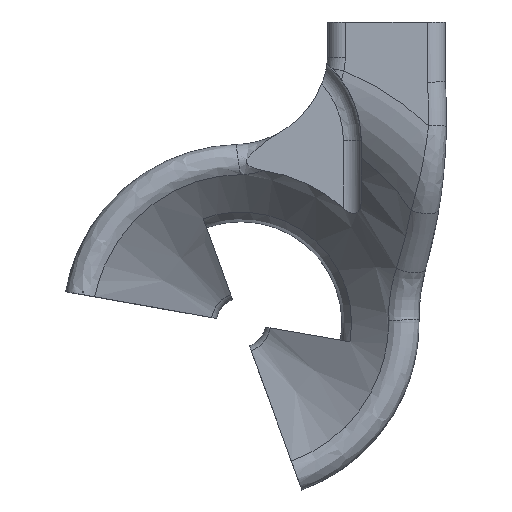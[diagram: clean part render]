
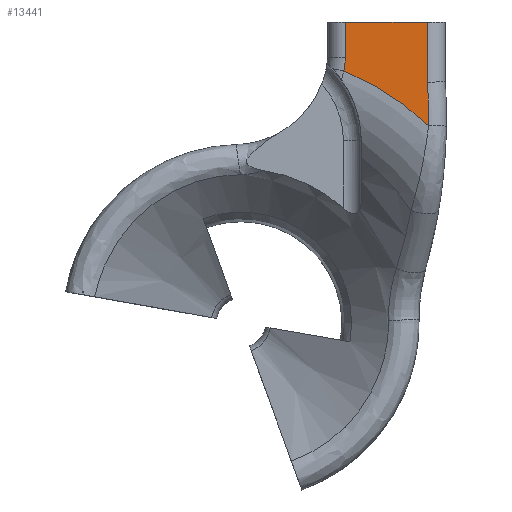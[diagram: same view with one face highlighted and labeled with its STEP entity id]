
A CAD part, top view. The second image highlights one B-rep face of the part: STEP entity #13441.
In plain terms, the highlighted planar face has unit normal (0, 0, 1).
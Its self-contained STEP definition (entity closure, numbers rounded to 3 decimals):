
#1270 = TOROIDAL_SURFACE('',#1271,45.775,16.);
#1271 = AXIS2_PLACEMENT_3D('',#1272,#1273,#1274);
#1272 = CARTESIAN_POINT('',(-12.5,-70.5,24.));
#1273 = DIRECTION('',(-0.,-0.,-1.));
#1274 = DIRECTION('',(0.308,0.951,0.));
#9184 = VERTEX_POINT('',#9185);
#9185 = CARTESIAN_POINT('',(19.093,-37.376,40.));
#9240 = EDGE_CURVE('',#9241,#9184,#9243,.T.);
#9241 = VERTEX_POINT('',#9242);
#9242 = CARTESIAN_POINT('',(4.822,-28.129,40.));
#9243 = SURFACE_CURVE('',#9244,(#9249,#9256),.PCURVE_S1.);
#9244 = CIRCLE('',#9245,45.775);
#9245 = AXIS2_PLACEMENT_3D('',#9246,#9247,#9248);
#9246 = CARTESIAN_POINT('',(-12.5,-70.5,40.));
#9247 = DIRECTION('',(0.,0.,-1.));
#9248 = DIRECTION('',(0.308,0.951,0.));
#9249 = PCURVE('',#1270,#9250);
#9250 = DEFINITIONAL_REPRESENTATION('',(#9251),#9255);
#9251 = LINE('',#9252,#9253);
#9252 = CARTESIAN_POINT('',(0.,4.712));
#9253 = VECTOR('',#9254,1.);
#9254 = DIRECTION('',(1.,0.));
#9255 = ( GEOMETRIC_REPRESENTATION_CONTEXT(2) 
PARAMETRIC_REPRESENTATION_CONTEXT() REPRESENTATION_CONTEXT('2D SPACE',''
  ) );
#9256 = PCURVE('',#9257,#9262);
#9257 = PLANE('',#9258);
#9258 = AXIS2_PLACEMENT_3D('',#9259,#9260,#9261);
#9259 = CARTESIAN_POINT('',(-2.932,-56.529,40.));
#9260 = DIRECTION('',(0.,0.,1.));
#9261 = DIRECTION('',(1.,0.,0.));
#9262 = DEFINITIONAL_REPRESENTATION('',(#9263),#9271);
#9263 = ( BOUNDED_CURVE() B_SPLINE_CURVE(2,(#9264,#9265,#9266,#9267,
#9268,#9269,#9270),.UNSPECIFIED.,.T.,.F.) B_SPLINE_CURVE_WITH_KNOTS((1,2
    ,2,2,2,1),(-2.094,0.,2.094,4.189,
6.283,8.378),.UNSPECIFIED.) CURVE() 
GEOMETRIC_REPRESENTATION_ITEM() RATIONAL_B_SPLINE_CURVE((1.,0.5,1.,0.5,
1.,0.5,1.)) REPRESENTATION_ITEM('') );
#9264 = CARTESIAN_POINT('',(4.533,29.578));
#9265 = CARTESIAN_POINT('',(79.962,5.155));
#9266 = CARTESIAN_POINT('',(21.096,-47.957));
#9267 = CARTESIAN_POINT('',(-37.769,-101.068));
#9268 = CARTESIAN_POINT('',(-54.332,-23.534));
#9269 = CARTESIAN_POINT('',(-70.895,54.001));
#9270 = CARTESIAN_POINT('',(4.533,29.578));
#9271 = ( GEOMETRIC_REPRESENTATION_CONTEXT(2) 
PARAMETRIC_REPRESENTATION_CONTEXT() REPRESENTATION_CONTEXT('2D SPACE',''
  ) );
#13183 = TOROIDAL_SURFACE('',#13184,90.969,3.);
#13184 = AXIS2_PLACEMENT_3D('',#13185,#13186,#13187);
#13185 = CARTESIAN_POINT('',(-71.866,-36.071,37.));
#13186 = DIRECTION('',(-0.,-0.,-1.));
#13187 = DIRECTION('',(0.999,-0.046,0.));
#13290 = TOROIDAL_SURFACE('',#13291,18.907,3.);
#13291 = AXIS2_PLACEMENT_3D('',#13292,#13293,#13294);
#13292 = CARTESIAN_POINT('',(-13.754,-24.61,37.));
#13293 = DIRECTION('',(0.,0.,1.));
#13294 = DIRECTION('',(0.997,-0.081,0.));
#13441 = ADVANCED_FACE('',(#13442),#9257,.T.);
#13442 = FACE_BOUND('',#13443,.T.);
#13443 = EDGE_LOOP('',(#13444,#13445,#13469,#13497,#13525,#13553));
#13444 = ORIENTED_EDGE('',*,*,#9240,.T.);
#13445 = ORIENTED_EDGE('',*,*,#13446,.T.);
#13446 = EDGE_CURVE('',#9184,#13447,#13449,.T.);
#13447 = VERTEX_POINT('',#13448);
#13448 = CARTESIAN_POINT('',(18.906,-30.097,40.));
#13449 = SURFACE_CURVE('',#13450,(#13455,#13462),.PCURVE_S1.);
#13450 = CIRCLE('',#13451,90.969);
#13451 = AXIS2_PLACEMENT_3D('',#13452,#13453,#13454);
#13452 = CARTESIAN_POINT('',(-71.866,-36.071,40.));
#13453 = DIRECTION('',(-0.,0.,1.));
#13454 = DIRECTION('',(0.999,-0.046,0.));
#13455 = PCURVE('',#9257,#13456);
#13456 = DEFINITIONAL_REPRESENTATION('',(#13457),#13461);
#13457 = CIRCLE('',#13458,90.969);
#13458 = AXIS2_PLACEMENT_2D('',#13459,#13460);
#13459 = CARTESIAN_POINT('',(-68.934,20.458));
#13460 = DIRECTION('',(0.999,-0.046));
#13461 = ( GEOMETRIC_REPRESENTATION_CONTEXT(2) 
PARAMETRIC_REPRESENTATION_CONTEXT() REPRESENTATION_CONTEXT('2D SPACE',''
  ) );
#13462 = PCURVE('',#13183,#13463);
#13463 = DEFINITIONAL_REPRESENTATION('',(#13464),#13468);
#13464 = LINE('',#13465,#13466);
#13465 = CARTESIAN_POINT('',(-0.,4.712));
#13466 = VECTOR('',#13467,1.);
#13467 = DIRECTION('',(-1.,0.));
#13468 = ( GEOMETRIC_REPRESENTATION_CONTEXT(2) 
PARAMETRIC_REPRESENTATION_CONTEXT() REPRESENTATION_CONTEXT('2D SPACE',''
  ) );
#13469 = ORIENTED_EDGE('',*,*,#13470,.T.);
#13470 = EDGE_CURVE('',#13447,#13471,#13473,.T.);
#13471 = VERTEX_POINT('',#13472);
#13472 = CARTESIAN_POINT('',(18.9,-19.9,40.));
#13473 = SURFACE_CURVE('',#13474,(#13478,#13485),.PCURVE_S1.);
#13474 = LINE('',#13475,#13476);
#13475 = CARTESIAN_POINT('',(18.9,-29.9,40.));
#13476 = VECTOR('',#13477,1.);
#13477 = DIRECTION('',(0.,1.,0.));
#13478 = PCURVE('',#9257,#13479);
#13479 = DEFINITIONAL_REPRESENTATION('',(#13480),#13484);
#13480 = LINE('',#13481,#13482);
#13481 = CARTESIAN_POINT('',(21.832,26.629));
#13482 = VECTOR('',#13483,1.);
#13483 = DIRECTION('',(0.,1.));
#13484 = ( GEOMETRIC_REPRESENTATION_CONTEXT(2) 
PARAMETRIC_REPRESENTATION_CONTEXT() REPRESENTATION_CONTEXT('2D SPACE',''
  ) );
#13485 = PCURVE('',#13486,#13491);
#13486 = CYLINDRICAL_SURFACE('',#13487,3.);
#13487 = AXIS2_PLACEMENT_3D('',#13488,#13489,#13490);
#13488 = CARTESIAN_POINT('',(18.9,-29.9,37.));
#13489 = DIRECTION('',(0.,1.,0.));
#13490 = DIRECTION('',(0.,0.,1.));
#13491 = DEFINITIONAL_REPRESENTATION('',(#13492),#13496);
#13492 = LINE('',#13493,#13494);
#13493 = CARTESIAN_POINT('',(0.,0.));
#13494 = VECTOR('',#13495,1.);
#13495 = DIRECTION('',(0.,1.));
#13496 = ( GEOMETRIC_REPRESENTATION_CONTEXT(2) 
PARAMETRIC_REPRESENTATION_CONTEXT() REPRESENTATION_CONTEXT('2D SPACE',''
  ) );
#13497 = ORIENTED_EDGE('',*,*,#13498,.T.);
#13498 = EDGE_CURVE('',#13471,#13499,#13501,.T.);
#13499 = VERTEX_POINT('',#13500);
#13500 = CARTESIAN_POINT('',(5.1,-19.9,40.));
#13501 = SURFACE_CURVE('',#13502,(#13506,#13513),.PCURVE_S1.);
#13502 = LINE('',#13503,#13504);
#13503 = CARTESIAN_POINT('',(21.9,-19.9,40.));
#13504 = VECTOR('',#13505,1.);
#13505 = DIRECTION('',(-1.,0.,0.));
#13506 = PCURVE('',#9257,#13507);
#13507 = DEFINITIONAL_REPRESENTATION('',(#13508),#13512);
#13508 = LINE('',#13509,#13510);
#13509 = CARTESIAN_POINT('',(24.832,36.629));
#13510 = VECTOR('',#13511,1.);
#13511 = DIRECTION('',(-1.,0.));
#13512 = ( GEOMETRIC_REPRESENTATION_CONTEXT(2) 
PARAMETRIC_REPRESENTATION_CONTEXT() REPRESENTATION_CONTEXT('2D SPACE',''
  ) );
#13513 = PCURVE('',#13514,#13519);
#13514 = PLANE('',#13515);
#13515 = AXIS2_PLACEMENT_3D('',#13516,#13517,#13518);
#13516 = CARTESIAN_POINT('',(21.9,-19.9,0.));
#13517 = DIRECTION('',(0.,-1.,0.));
#13518 = DIRECTION('',(-1.,0.,0.));
#13519 = DEFINITIONAL_REPRESENTATION('',(#13520),#13524);
#13520 = LINE('',#13521,#13522);
#13521 = CARTESIAN_POINT('',(0.,-40.));
#13522 = VECTOR('',#13523,1.);
#13523 = DIRECTION('',(1.,0.));
#13524 = ( GEOMETRIC_REPRESENTATION_CONTEXT(2) 
PARAMETRIC_REPRESENTATION_CONTEXT() REPRESENTATION_CONTEXT('2D SPACE',''
  ) );
#13525 = ORIENTED_EDGE('',*,*,#13526,.T.);
#13526 = EDGE_CURVE('',#13499,#13527,#13529,.T.);
#13527 = VERTEX_POINT('',#13528);
#13528 = CARTESIAN_POINT('',(5.1,-25.9,40.));
#13529 = SURFACE_CURVE('',#13530,(#13534,#13541),.PCURVE_S1.);
#13530 = LINE('',#13531,#13532);
#13531 = CARTESIAN_POINT('',(5.1,-19.9,40.));
#13532 = VECTOR('',#13533,1.);
#13533 = DIRECTION('',(0.,-1.,0.));
#13534 = PCURVE('',#9257,#13535);
#13535 = DEFINITIONAL_REPRESENTATION('',(#13536),#13540);
#13536 = LINE('',#13537,#13538);
#13537 = CARTESIAN_POINT('',(8.032,36.629));
#13538 = VECTOR('',#13539,1.);
#13539 = DIRECTION('',(0.,-1.));
#13540 = ( GEOMETRIC_REPRESENTATION_CONTEXT(2) 
PARAMETRIC_REPRESENTATION_CONTEXT() REPRESENTATION_CONTEXT('2D SPACE',''
  ) );
#13541 = PCURVE('',#13542,#13547);
#13542 = CYLINDRICAL_SURFACE('',#13543,3.);
#13543 = AXIS2_PLACEMENT_3D('',#13544,#13545,#13546);
#13544 = CARTESIAN_POINT('',(5.1,-19.9,37.));
#13545 = DIRECTION('',(0.,-1.,0.));
#13546 = DIRECTION('',(0.,0.,1.));
#13547 = DEFINITIONAL_REPRESENTATION('',(#13548),#13552);
#13548 = LINE('',#13549,#13550);
#13549 = CARTESIAN_POINT('',(0.,0.));
#13550 = VECTOR('',#13551,1.);
#13551 = DIRECTION('',(0.,1.));
#13552 = ( GEOMETRIC_REPRESENTATION_CONTEXT(2) 
PARAMETRIC_REPRESENTATION_CONTEXT() REPRESENTATION_CONTEXT('2D SPACE',''
  ) );
#13553 = ORIENTED_EDGE('',*,*,#13554,.T.);
#13554 = EDGE_CURVE('',#13527,#9241,#13555,.T.);
#13555 = SURFACE_CURVE('',#13556,(#13561,#13572),.PCURVE_S1.);
#13556 = CIRCLE('',#13557,18.907);
#13557 = AXIS2_PLACEMENT_3D('',#13558,#13559,#13560);
#13558 = CARTESIAN_POINT('',(-13.754,-24.61,40.));
#13559 = DIRECTION('',(0.,-0.,-1.));
#13560 = DIRECTION('',(0.997,-0.081,0.));
#13561 = PCURVE('',#9257,#13562);
#13562 = DEFINITIONAL_REPRESENTATION('',(#13563),#13571);
#13563 = ( BOUNDED_CURVE() B_SPLINE_CURVE(2,(#13564,#13565,#13566,#13567
    ,#13568,#13569,#13570),.UNSPECIFIED.,.T.,.F.) 
B_SPLINE_CURVE_WITH_KNOTS((1,2,2,2,2,1),(-2.094,0.,
    2.094,4.189,6.283,8.378),
.UNSPECIFIED.) CURVE() GEOMETRIC_REPRESENTATION_ITEM() 
RATIONAL_B_SPLINE_CURVE((1.,0.5,1.,0.5,1.,0.5,1.)) REPRESENTATION_ITEM(
  '') );
#13564 = CARTESIAN_POINT('',(8.023,30.386));
#13565 = CARTESIAN_POINT('',(5.368,-2.254));
#13566 = CARTESIAN_POINT('',(-21.572,16.365));
#13567 = CARTESIAN_POINT('',(-48.511,34.984));
#13568 = CARTESIAN_POINT('',(-18.917,49.005));
#13569 = CARTESIAN_POINT('',(10.677,63.025));
#13570 = CARTESIAN_POINT('',(8.023,30.386));
#13571 = ( GEOMETRIC_REPRESENTATION_CONTEXT(2) 
PARAMETRIC_REPRESENTATION_CONTEXT() REPRESENTATION_CONTEXT('2D SPACE',''
  ) );
#13572 = PCURVE('',#13290,#13573);
#13573 = DEFINITIONAL_REPRESENTATION('',(#13574),#13578);
#13574 = LINE('',#13575,#13576);
#13575 = CARTESIAN_POINT('',(-0.,1.571));
#13576 = VECTOR('',#13577,1.);
#13577 = DIRECTION('',(-1.,0.));
#13578 = ( GEOMETRIC_REPRESENTATION_CONTEXT(2) 
PARAMETRIC_REPRESENTATION_CONTEXT() REPRESENTATION_CONTEXT('2D SPACE',''
  ) );
